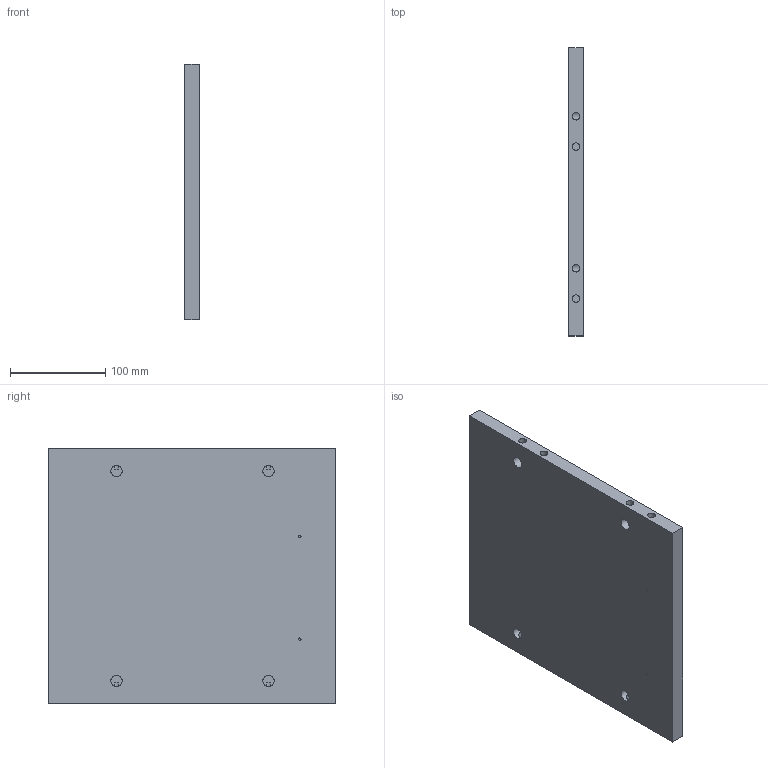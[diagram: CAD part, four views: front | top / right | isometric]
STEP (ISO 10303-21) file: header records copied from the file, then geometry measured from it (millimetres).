
FILE_DESCRIPTION(('STEP AP214'),'1');
FILE_NAME('DIVISAO.step','2025-12-18T11:33:18',(' '),(' '),'Spatial InterOp 3D',' ',' ');
FILE_SCHEMA(('AUTOMOTIVE_DESIGN { 1 0 10303 214 1 1 1 1 }'));
Length unit declared in the file: millimetre
Products named in the file (1): LATERAL DIREITA
Bounding box: 15 x 303 x 269 mm (x, y, z)
Volume: 1209435.3 mm3; surface area: 185619.6 mm2
Topology: 1 solids, 1 shells, 38 faces, 84 edges, 56 vertices
Faces by surface type: plane 22, cylinder 16
Full cylindrical faces by diameter (mm): 2.5 x4, 8 x8, 12 x4
Entity records: 1472 total; most frequent: CARTESIAN_POINT 383, DIRECTION 166, ORIENTED_EDGE 120, AXIS2_PLACEMENT_3D 71, EDGE_LOOP 70, EDGE_CURVE 60, FACE_OUTER_BOUND 54, VERTEX_POINT 48
